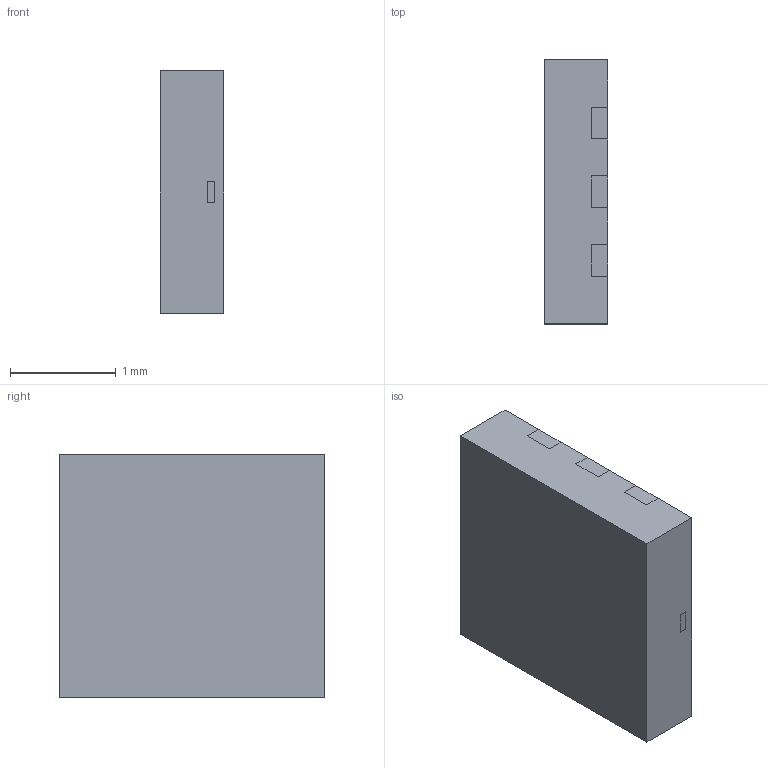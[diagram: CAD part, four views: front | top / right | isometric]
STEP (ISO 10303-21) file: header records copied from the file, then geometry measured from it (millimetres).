
FILE_DESCRIPTION(/* description */ ('Unknown'),/* implementation_level */ '2;1');
FILE_NAME(/* name */ 'DFN2523-6 STP',/* time_stamp */ '2020-09-30T14:11:44+08:00',/* author */ ('Unknown'),/* organization */ ('Unknown'),/* preprocessor_version */ 'ST-DEVELOPER v16.7',/* originating_system */ 'DEX',/* authorisation */ $);
FILE_SCHEMA (('AUTOMOTIVE_DESIGN {1 0 10303 214 3 1 1}'));
Length unit declared in the file: millimetre
Products named in the file (3): DFN2523-6; EMC; LDF
Assembly tree (2 placements, depth 2):
  DFN2523-6
    EMC
    LDF
Bounding box: 0.6 x 2.5 x 2.3 mm (x, y, z)
Volume: 3.5 mm3; surface area: 34.4 mm2
Topology: 4 solids, 4 shells, 146 faces, 426 edges, 284 vertices
Faces by surface type: plane 120, cylinder 26
Entity records: 5385 total; most frequent: CARTESIAN_POINT 859, ORIENTED_EDGE 852, DIRECTION 776, EDGE_CURVE 426, LINE 374, VECTOR 374, VERTEX_POINT 284, AXIS2_PLACEMENT_3D 201
